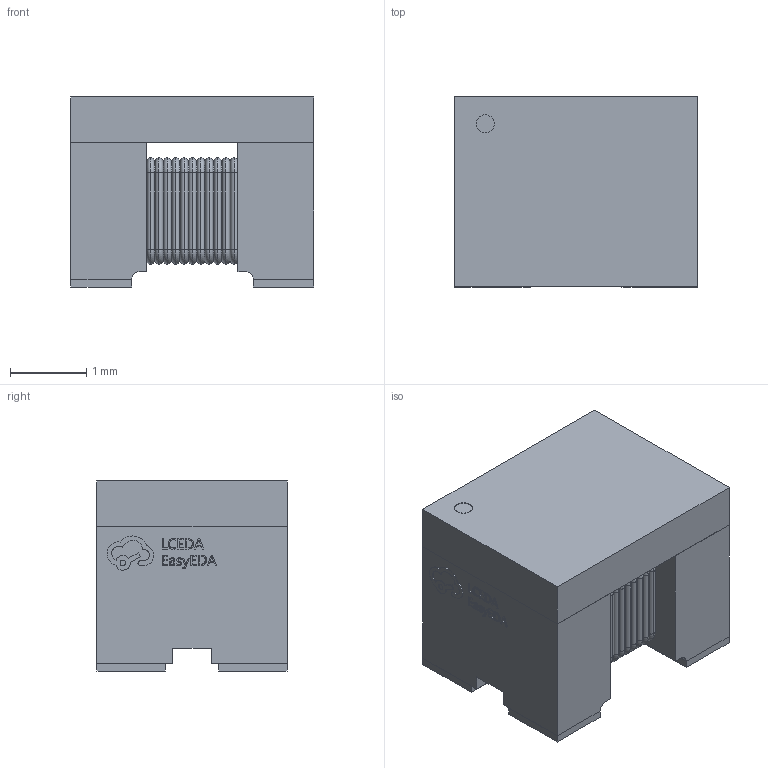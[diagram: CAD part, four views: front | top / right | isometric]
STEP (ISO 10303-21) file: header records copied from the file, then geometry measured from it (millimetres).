
FILE_DESCRIPTION (( 'STEP AP214' ), '1' );
FILE_NAME ('FILTER-SMD_4P-L3.2-W2.5-TL_PSCIAQ3225-201Z.STEP', '2023-08-18T06:59:08', ( 'PC' ), ( 'Microsoft' ), 'SwSTEP 2.0', 'SolidWorks 2020', '' );
FILE_SCHEMA (( 'AUTOMOTIVE_DESIGN' ));
Length unit declared in the file: millimetre
Products named in the file (1): FILTER-SMD_4P-L3.2-W2.5-TL_PSCIAQ3225-201Z
Bounding box: 3.21 x 2.5 x 2.5 mm (x, y, z)
Volume: 16.6 mm3; surface area: 87.9 mm2
Topology: 17 solids, 17 shells, 469 faces, 1129 edges, 694 vertices
Faces by surface type: plane 185, cylinder 98, bspline 98, torus 88
Entity records: 19392 total; most frequent: CARTESIAN_POINT 3599, ORIENTED_EDGE 2258, DIRECTION 1957, EDGE_CURVE 1129, VERTEX_POINT 694, AXIS2_PLACEMENT_3D 656, VECTOR 645, LINE 645
